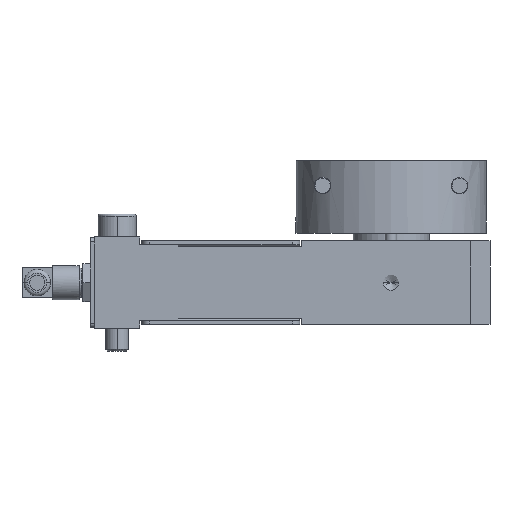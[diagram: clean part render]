
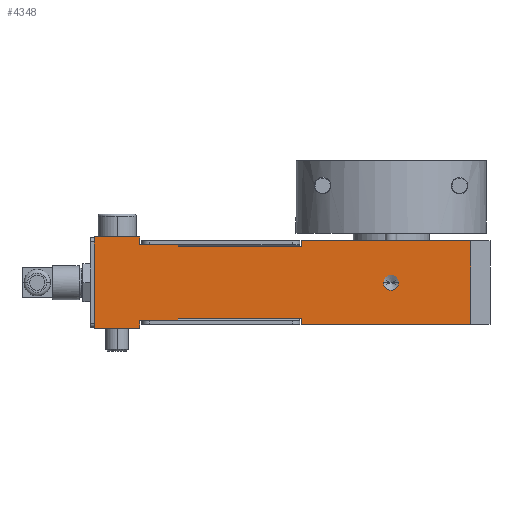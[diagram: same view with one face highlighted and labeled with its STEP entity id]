
A CAD part, front view. The second image highlights one B-rep face of the part: STEP entity #4348.
In plain terms, the highlighted face is planar.
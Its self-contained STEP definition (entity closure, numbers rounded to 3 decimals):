
#1605=CARTESIAN_POINT('',(83.571,10.284,0.0));
#1606=VERTEX_POINT('',#1605);
#1615=CARTESIAN_POINT('',(79.571,10.284,0.0));
#1616=VERTEX_POINT('',#1615);
#1617=CARTESIAN_POINT('',(81.571,10.284,0.0));
#1618=DIRECTION('',(0.0,0.0,1.0));
#1619=DIRECTION('',(1.0,0.0,0.0));
#1620=AXIS2_PLACEMENT_3D('',#1617,#1618,#1619);
#1621=CIRCLE('',#1620,2.0);
#1622=EDGE_CURVE('',#1616,#1606,#1621,.T.);
#2290=CARTESIAN_POINT('',(81.571,10.284,0.0));
#2291=DIRECTION('',(0.0,0.0,1.0));
#2292=DIRECTION('',(1.0,0.0,0.0));
#2293=AXIS2_PLACEMENT_3D('',#2290,#2291,#2292);
#2294=CIRCLE('',#2293,2.0);
#2295=EDGE_CURVE('',#1606,#1616,#2294,.T.);
#2574=CARTESIAN_POINT('',(3.571,22.284,0.0));
#2575=VERTEX_POINT('',#2574);
#2582=CARTESIAN_POINT('',(3.571,-1.716,0.0));
#2583=VERTEX_POINT('',#2582);
#2584=CARTESIAN_POINT('',(3.571,22.284,0.0));
#2585=DIRECTION('',(0.0,-1.0,0.0));
#2586=VECTOR('',#2585,24.0);
#2587=LINE('',#2584,#2586);
#2588=EDGE_CURVE('',#2575,#2583,#2587,.T.);
#2639=CARTESIAN_POINT('',(15.571,-1.716,0.0));
#2640=VERTEX_POINT('',#2639);
#2641=CARTESIAN_POINT('',(3.571,-1.716,0.0));
#2642=DIRECTION('',(1.0,0.0,0.0));
#2643=VECTOR('',#2642,12.0);
#2644=LINE('',#2641,#2643);
#2645=EDGE_CURVE('',#2583,#2640,#2644,.T.);
#2791=CARTESIAN_POINT('',(25.571,0.784,0.0));
#2792=VERTEX_POINT('',#2791);
#2799=CARTESIAN_POINT('',(58.071,0.784,0.0));
#2800=VERTEX_POINT('',#2799);
#2801=CARTESIAN_POINT('',(25.571,0.784,0.0));
#2802=DIRECTION('',(1.0,0.0,0.0));
#2803=VECTOR('',#2802,32.5);
#2804=LINE('',#2801,#2803);
#2805=EDGE_CURVE('',#2792,#2800,#2804,.T.);
#2893=CARTESIAN_POINT('',(58.071,19.784,0.0));
#2894=VERTEX_POINT('',#2893);
#2901=CARTESIAN_POINT('',(25.571,19.784,0.0));
#2902=VERTEX_POINT('',#2901);
#2903=CARTESIAN_POINT('',(58.071,19.784,0.0));
#2904=DIRECTION('',(-1.0,0.0,0.0));
#2905=VECTOR('',#2904,32.5);
#2906=LINE('',#2903,#2905);
#2907=EDGE_CURVE('',#2894,#2902,#2906,.T.);
#3234=CARTESIAN_POINT('',(25.571,20.284,0.0));
#3235=VERTEX_POINT('',#3234);
#3242=CARTESIAN_POINT('',(15.571,20.284,0.0));
#3243=VERTEX_POINT('',#3242);
#3244=CARTESIAN_POINT('',(25.571,20.284,0.0));
#3245=DIRECTION('',(-1.0,0.0,0.0));
#3246=VECTOR('',#3245,10.0);
#3247=LINE('',#3244,#3246);
#3248=EDGE_CURVE('',#3235,#3243,#3247,.T.);
#3286=CARTESIAN_POINT('',(25.571,19.784,0.0));
#3287=DIRECTION('',(0.0,1.0,0.0));
#3288=VECTOR('',#3287,0.5);
#3289=LINE('',#3286,#3288);
#3290=EDGE_CURVE('',#2902,#3235,#3289,.T.);
#3438=CARTESIAN_POINT('',(15.571,0.284,0.0));
#3439=VERTEX_POINT('',#3438);
#3446=CARTESIAN_POINT('',(25.571,0.284,0.0));
#3447=VERTEX_POINT('',#3446);
#3448=CARTESIAN_POINT('',(15.571,0.284,0.0));
#3449=DIRECTION('',(1.0,0.0,0.0));
#3450=VECTOR('',#3449,10.0);
#3451=LINE('',#3448,#3450);
#3452=EDGE_CURVE('',#3439,#3447,#3451,.T.);
#3530=CARTESIAN_POINT('',(102.571,21.284,0.0));
#3531=VERTEX_POINT('',#3530);
#3548=CARTESIAN_POINT('',(102.571,-0.716,0.0));
#3549=VERTEX_POINT('',#3548);
#3556=CARTESIAN_POINT('',(102.571,-0.716,0.0));
#3557=DIRECTION('',(0.0,1.0,0.0));
#3558=VECTOR('',#3557,22.);
#3559=LINE('',#3556,#3558);
#3560=EDGE_CURVE('',#3549,#3531,#3559,.T.);
#3602=CARTESIAN_POINT('',(58.071,21.284,0.0));
#3603=VERTEX_POINT('',#3602);
#3604=CARTESIAN_POINT('',(102.571,21.284,0.0));
#3605=DIRECTION('',(-1.0,0.0,0.0));
#3606=VECTOR('',#3605,44.5);
#3607=LINE('',#3604,#3606);
#3608=EDGE_CURVE('',#3531,#3603,#3607,.T.);
#3702=CARTESIAN_POINT('',(58.071,-0.716,0.0));
#3703=VERTEX_POINT('',#3702);
#3710=CARTESIAN_POINT('',(58.071,-0.716,0.0));
#3711=DIRECTION('',(1.0,0.0,0.0));
#3712=VECTOR('',#3711,44.5);
#3713=LINE('',#3710,#3712);
#3714=EDGE_CURVE('',#3703,#3549,#3713,.T.);
#4191=CARTESIAN_POINT('',(25.571,0.284,0.0));
#4192=DIRECTION('',(0.0,1.0,0.0));
#4193=VECTOR('',#4192,0.5);
#4194=LINE('',#4191,#4193);
#4195=EDGE_CURVE('',#3447,#2792,#4194,.T.);
#4215=CARTESIAN_POINT('',(15.571,-1.716,0.0));
#4216=DIRECTION('',(0.0,1.0,0.0));
#4217=VECTOR('',#4216,2.0);
#4218=LINE('',#4215,#4217);
#4219=EDGE_CURVE('',#2640,#3439,#4218,.T.);
#4226=CARTESIAN_POINT('',(15.571,22.284,0.0));
#4227=VERTEX_POINT('',#4226);
#4228=CARTESIAN_POINT('',(15.571,20.284,0.0));
#4229=DIRECTION('',(0.0,1.0,0.0));
#4230=VECTOR('',#4229,2.0);
#4231=LINE('',#4228,#4230);
#4232=EDGE_CURVE('',#3243,#4227,#4231,.T.);
#4257=CARTESIAN_POINT('',(15.571,22.284,0.0));
#4258=DIRECTION('',(-1.0,0.0,0.0));
#4259=VECTOR('',#4258,12.0);
#4260=LINE('',#4257,#4259);
#4261=EDGE_CURVE('',#4227,#2575,#4260,.T.);
#4287=CARTESIAN_POINT('',(58.071,21.284,0.0));
#4288=DIRECTION('',(0.0,-1.0,0.0));
#4289=VECTOR('',#4288,1.5);
#4290=LINE('',#4287,#4289);
#4291=EDGE_CURVE('',#3603,#2894,#4290,.T.);
#4298=CARTESIAN_POINT('',(58.071,0.784,0.0));
#4299=DIRECTION('',(0.0,-1.0,0.0));
#4300=VECTOR('',#4299,1.5);
#4301=LINE('',#4298,#4300);
#4302=EDGE_CURVE('',#2800,#3703,#4301,.T.);
#4321=CARTESIAN_POINT('',(54.478,10.284,0.0));
#4322=DIRECTION('',(0.0,0.0,1.0));
#4323=DIRECTION('',(1.0,0.0,0.0));
#4324=AXIS2_PLACEMENT_3D('',#4321,#4322,#4323);
#4325=PLANE('',#4324);
#4326=ORIENTED_EDGE('',*,*,#3560,.F.);
#4327=ORIENTED_EDGE('',*,*,#3714,.F.);
#4328=ORIENTED_EDGE('',*,*,#4302,.F.);
#4329=ORIENTED_EDGE('',*,*,#2805,.F.);
#4330=ORIENTED_EDGE('',*,*,#4195,.F.);
#4331=ORIENTED_EDGE('',*,*,#3452,.F.);
#4332=ORIENTED_EDGE('',*,*,#4219,.F.);
#4333=ORIENTED_EDGE('',*,*,#2645,.F.);
#4334=ORIENTED_EDGE('',*,*,#2588,.F.);
#4335=ORIENTED_EDGE('',*,*,#4261,.F.);
#4336=ORIENTED_EDGE('',*,*,#4232,.F.);
#4337=ORIENTED_EDGE('',*,*,#3248,.F.);
#4338=ORIENTED_EDGE('',*,*,#3290,.F.);
#4339=ORIENTED_EDGE('',*,*,#2907,.F.);
#4340=ORIENTED_EDGE('',*,*,#4291,.F.);
#4341=ORIENTED_EDGE('',*,*,#3608,.F.);
#4342=EDGE_LOOP('',(#4326,#4327,#4328,#4329,#4330,#4331,#4332,#4333,#4334,#4335,#4336,#4337,#4338,#4339,#4340,#4341));
#4343=FACE_OUTER_BOUND('',#4342,.T.);
#4344=ORIENTED_EDGE('',*,*,#2295,.T.);
#4345=ORIENTED_EDGE('',*,*,#1622,.T.);
#4346=EDGE_LOOP('',(#4344,#4345));
#4347=FACE_BOUND('',#4346,.T.);
#4348=ADVANCED_FACE('',(#4343,#4347),#4325,.F.);
